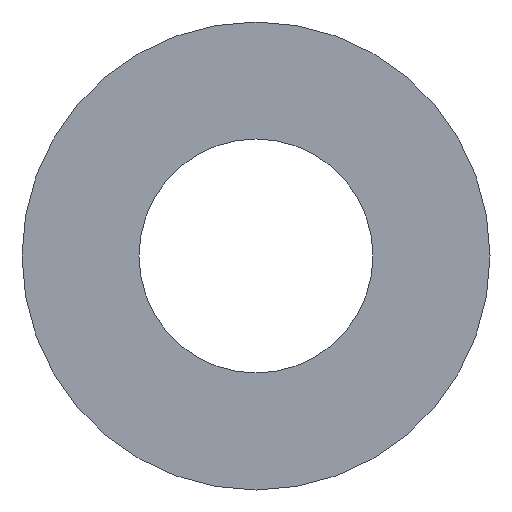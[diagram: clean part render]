
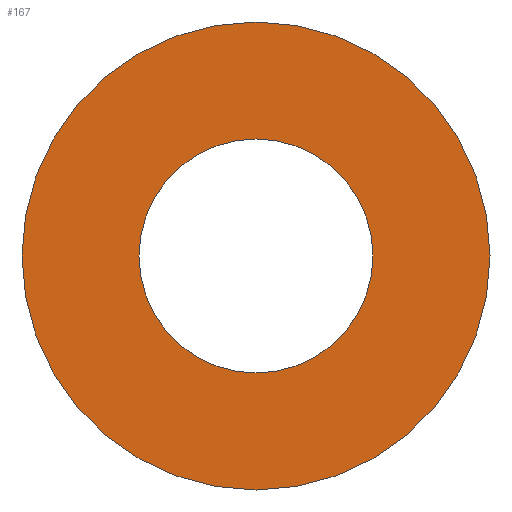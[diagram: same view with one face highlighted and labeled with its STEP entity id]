
A CAD part, front view. The second image highlights one B-rep face of the part: STEP entity #167.
In plain terms, the highlighted planar face has unit normal (0, -1, 0).
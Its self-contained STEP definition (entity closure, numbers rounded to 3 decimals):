
#17 = CARTESIAN_POINT ( 'NONE',  ( 0., 0., 0. ) ) ;
#25 = CARTESIAN_POINT ( 'NONE',  ( 0., 0., -3. ) ) ;
#26 = PLANE ( 'NONE',  #46 ) ;
#30 = CIRCLE ( 'NONE', #127, 6. ) ;
#32 = EDGE_CURVE ( 'NONE', #130, #114, #77, .T. ) ;
#43 = AXIS2_PLACEMENT_3D ( 'NONE', #212, #115, #92 ) ;
#46 = AXIS2_PLACEMENT_3D ( 'NONE', #85, #100, #189 ) ;
#48 = EDGE_LOOP ( 'NONE', ( #144, #113 ) ) ;
#49 = EDGE_CURVE ( 'NONE', #114, #130, #137, .T. ) ;
#52 = FACE_BOUND ( 'NONE', #48, .T. ) ;
#57 = DIRECTION ( 'NONE',  ( 0., 1., 0. ) ) ;
#64 = CIRCLE ( 'NONE', #173, 6. ) ;
#73 = CARTESIAN_POINT ( 'NONE',  ( 0., 0., 0. ) ) ;
#74 = ORIENTED_EDGE ( 'NONE', *, *, #210, .F. ) ;
#77 = CIRCLE ( 'NONE', #98, 3. ) ;
#78 = DIRECTION ( 'NONE',  ( 0., 1., 0. ) ) ;
#81 = DIRECTION ( 'NONE',  ( 0., 0., 1. ) ) ;
#85 = CARTESIAN_POINT ( 'NONE',  ( 0., 0., 0. ) ) ;
#86 = CARTESIAN_POINT ( 'NONE',  ( 0., 0., 0. ) ) ;
#90 = ORIENTED_EDGE ( 'NONE', *, *, #163, .F. ) ;
#92 = DIRECTION ( 'NONE',  ( 0., 0., 1. ) ) ;
#94 = EDGE_LOOP ( 'NONE', ( #90, #74 ) ) ;
#98 = AXIS2_PLACEMENT_3D ( 'NONE', #17, #78, #199 ) ;
#100 = DIRECTION ( 'NONE',  ( 0., 1., 0. ) ) ;
#107 = CARTESIAN_POINT ( 'NONE',  ( 0., 0., 6. ) ) ;
#113 = ORIENTED_EDGE ( 'NONE', *, *, #32, .T. ) ;
#114 = VERTEX_POINT ( 'NONE', #25 ) ;
#115 = DIRECTION ( 'NONE',  ( 0., 1., 0. ) ) ;
#118 = FACE_OUTER_BOUND ( 'NONE', #94, .T. ) ;
#127 = AXIS2_PLACEMENT_3D ( 'NONE', #86, #57, #81 ) ;
#130 = VERTEX_POINT ( 'NONE', #149 ) ;
#131 = VERTEX_POINT ( 'NONE', #134 ) ;
#134 = CARTESIAN_POINT ( 'NONE',  ( 0., 0., -6. ) ) ;
#137 = CIRCLE ( 'NONE', #43, 3. ) ;
#144 = ORIENTED_EDGE ( 'NONE', *, *, #49, .T. ) ;
#149 = CARTESIAN_POINT ( 'NONE',  ( 0., 0., 3. ) ) ;
#163 = EDGE_CURVE ( 'NONE', #131, #201, #30, .T. ) ;
#167 = ADVANCED_FACE ( 'NONE', ( #118, #52 ), #26, .F. ) ;
#173 = AXIS2_PLACEMENT_3D ( 'NONE', #73, #178, #176 ) ;
#176 = DIRECTION ( 'NONE',  ( 0., 0., 1. ) ) ;
#178 = DIRECTION ( 'NONE',  ( 0., 1., 0. ) ) ;
#189 = DIRECTION ( 'NONE',  ( 0., 0., 1. ) ) ;
#199 = DIRECTION ( 'NONE',  ( 0., 0., 1. ) ) ;
#201 = VERTEX_POINT ( 'NONE', #107 ) ;
#210 = EDGE_CURVE ( 'NONE', #201, #131, #64, .T. ) ;
#212 = CARTESIAN_POINT ( 'NONE',  ( 0., 0., 0. ) ) ;
